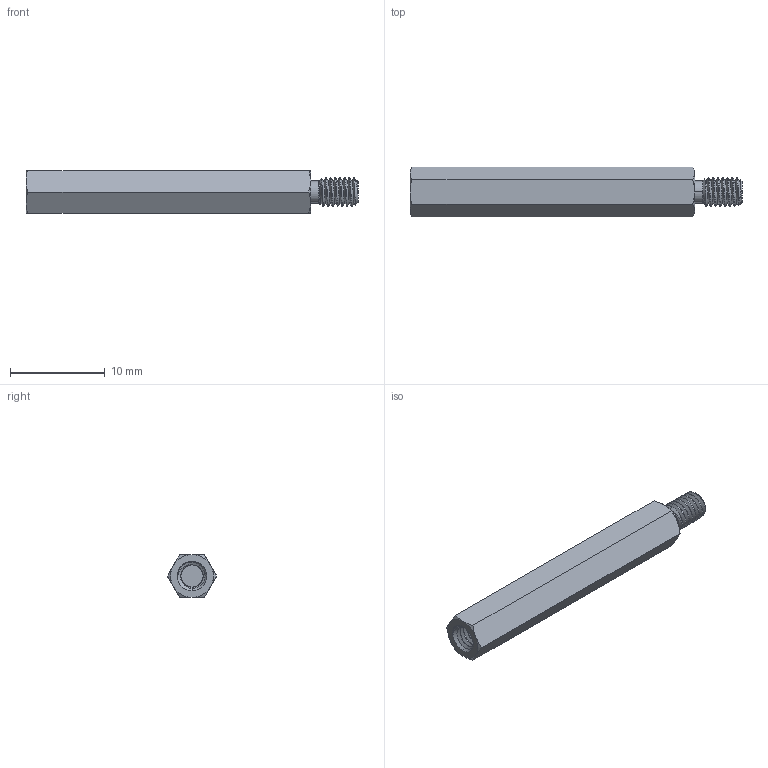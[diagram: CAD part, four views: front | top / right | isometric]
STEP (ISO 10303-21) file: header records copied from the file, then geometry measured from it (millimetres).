
FILE_DESCRIPTION (( 'STEP AP203' ), '1' );
FILE_NAME ('98952A407_Aluminum Male-Female Threaded Hex Standoff.STEP', '2021-07-10T01:29:11', ( 'Administrator' ), ( 'Managed by Terraform' ), 'SwSTEP 2.0', 'SolidWorks 2017', '' );
FILE_SCHEMA (( 'CONFIG_CONTROL_DESIGN' ));
Length unit declared in the file: millimetre
Products named in the file (1): 98952A407_Aluminum Male-Female Threaded Hex Standoff
Bounding box: 35 x 5.2 x 4.5 mm (x, y, z)
Volume: 516.2 mm3; surface area: 658.9 mm2
Topology: 1 solids, 1 shells, 80 faces, 214 edges, 138 vertices
Faces by surface type: cylinder 44, cone 19, plane 11, bspline 6
Entity records: 5292 total; most frequent: CARTESIAN_POINT 3572, ORIENTED_EDGE 428, DIRECTION 258, EDGE_CURVE 214, VERTEX_POINT 138, AXIS2_PLACEMENT_3D 101, EDGE_LOOP 82, FACE_OUTER_BOUND 80
